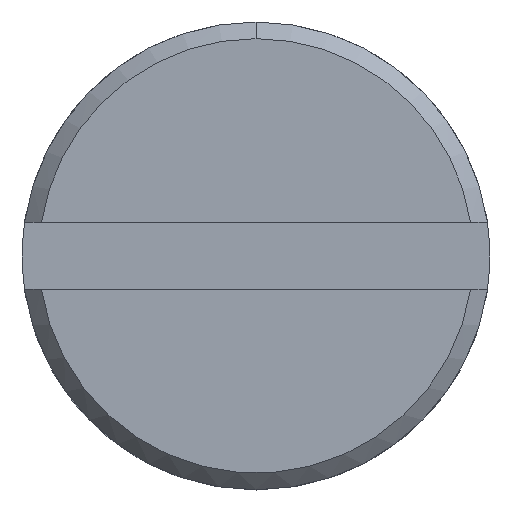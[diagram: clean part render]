
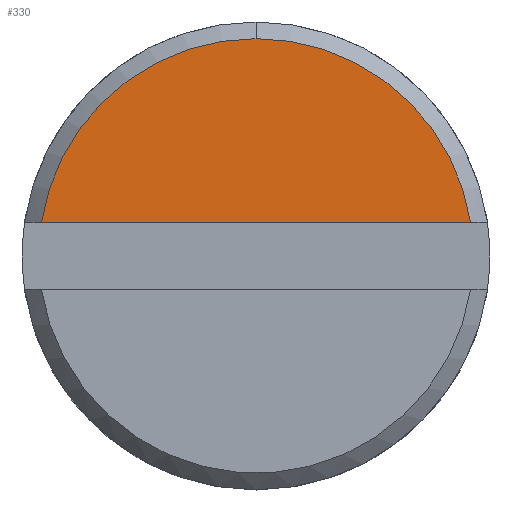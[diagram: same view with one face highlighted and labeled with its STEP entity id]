
A CAD part, top view. The second image highlights one B-rep face of the part: STEP entity #330.
In plain terms, the highlighted planar face has unit normal (0, 0, 1).
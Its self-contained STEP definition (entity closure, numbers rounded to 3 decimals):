
#229 = EDGE_CURVE ( 'NONE', #290, #300, #401, .T. ) ;
#230 = ORIENTED_EDGE ( 'NONE', *, *, #229, .F. ) ;
#288 = EDGE_CURVE ( 'NONE', #289, #290, #427, .T. ) ;
#289 = VERTEX_POINT ( 'NONE', #423 ) ;
#290 = VERTEX_POINT ( 'NONE', #422 ) ;
#300 = VERTEX_POINT ( 'NONE', #715 ) ;
#303 = EDGE_LOOP ( 'NONE', ( #331, #332, #230 ) ) ;
#330 = ADVANCED_FACE ( 'NONE', ( #708 ), #703, .F. ) ;
#331 = ORIENTED_EDGE ( 'NONE', *, *, #288, .F. ) ;
#332 = ORIENTED_EDGE ( 'NONE', *, *, #333, .T. ) ;
#333 = EDGE_CURVE ( 'NONE', #289, #300, #698, .T. ) ;
#398 = DIRECTION ( 'NONE',  ( 0., 1., 0. ) ) ;
#399 = DIRECTION ( 'NONE',  ( 0., 0., -1. ) ) ;
#400 = AXIS2_PLACEMENT_3D ( 'NONE', #407, #399, #398 ) ;
#401 = CIRCLE ( 'NONE', #400, 6.5 ) ;
#407 = CARTESIAN_POINT ( 'NONE',  ( 0., 0., 0. ) ) ;
#422 = CARTESIAN_POINT ( 'NONE',  ( 0., 6.5, 0. ) ) ;
#423 = CARTESIAN_POINT ( 'NONE',  ( -6.423, 1., 0. ) ) ;
#424 = DIRECTION ( 'NONE',  ( 0., 1., 0. ) ) ;
#425 = DIRECTION ( 'NONE',  ( 0., 0., -1. ) ) ;
#426 = AXIS2_PLACEMENT_3D ( 'NONE', #432, #425, #424 ) ;
#427 = CIRCLE ( 'NONE', #426, 6.5 ) ;
#432 = CARTESIAN_POINT ( 'NONE',  ( 0., 0., 0. ) ) ;
#695 = DIRECTION ( 'NONE',  ( 1., 0., 0. ) ) ;
#696 = VECTOR ( 'NONE', #695, 1000. ) ;
#697 = CARTESIAN_POINT ( 'NONE',  ( 0., 1., 0. ) ) ;
#698 = LINE ( 'NONE', #697, #696 ) ;
#699 = DIRECTION ( 'NONE',  ( 0., 1., 0. ) ) ;
#700 = DIRECTION ( 'NONE',  ( 0., 0., -1. ) ) ;
#701 = CARTESIAN_POINT ( 'NONE',  ( 0., -6.5, 0. ) ) ;
#702 = AXIS2_PLACEMENT_3D ( 'NONE', #701, #700, #699 ) ;
#703 = PLANE ( 'NONE',  #702 ) ;
#708 = FACE_OUTER_BOUND ( 'NONE', #303, .T. ) ;
#715 = CARTESIAN_POINT ( 'NONE',  ( 6.423, 1., 0. ) ) ;
